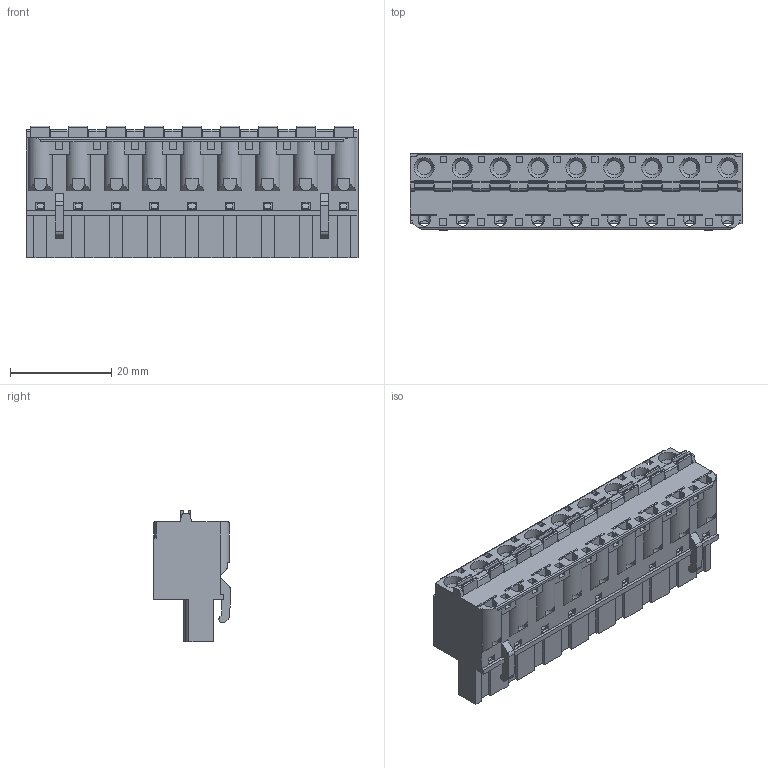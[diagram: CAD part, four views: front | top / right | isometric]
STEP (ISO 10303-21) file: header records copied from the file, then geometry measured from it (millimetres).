
FILE_DESCRIPTION(('STEP AP214'),'1');
FILE_NAME('SHM09-7.5.stp','2021-03-04T15:59:17',(' '),(' '),'Spatial InterOp 3D',' ',' ');
FILE_SCHEMA(('automotive_design'));
Length unit declared in the file: metre
Products named in the file (1): 1
Bounding box: 65.6 x 15.2 x 26 mm (x, y, z)
Volume: 16104.2 mm3; surface area: 7628.9 mm2
Topology: 1 solids, 1 shells, 781 faces, 2217 edges, 1469 vertices
Faces by surface type: plane 629, cylinder 132, cone 19, extrusion 1
Full cylindrical faces by diameter (mm): 4 x8
Entity records: 31523 total; most frequent: CARTESIAN_POINT 4788, ORIENTED_EDGE 4356, DIRECTION 4045, EDGE_CURVE 2178, VECTOR 1793, LINE 1792, VERTEX_POINT 1455, AXIS2_PLACEMENT_3D 1126
